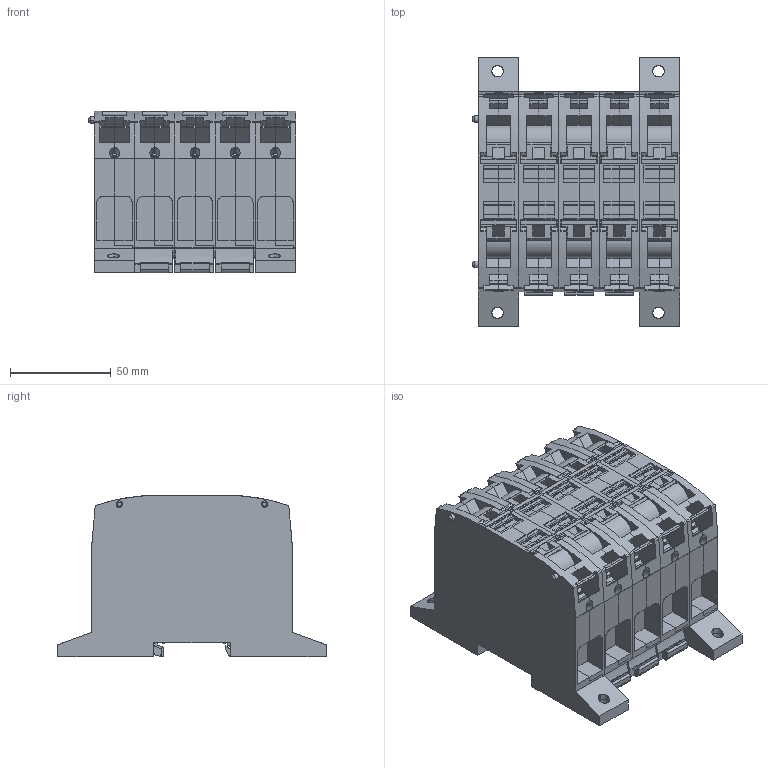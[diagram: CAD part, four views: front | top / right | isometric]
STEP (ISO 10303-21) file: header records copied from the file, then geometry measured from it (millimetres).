
FILE_DESCRIPTION(('CATIA V5 STEP Exchange','CAx-IF Rec.Pracs.--- Model Styling and Organization---1.4--- 2014-01-23'),'2;1');
FILE_NAME ('1103927-4_1', '2019-09-05T06:30:18+00:00', ('none'), ('Weidmueller'), 'CATIA Version 5-6 Release 2016 SP3 HF44', 'CATIA V5 STEP AP214', 'none');
FILE_SCHEMA(('AUTOMOTIVE_DESIGN { 1 0 10303 214 1 1 1 1 }'));
Products named in the file (1): 2663360000_A2C_50-70_3FT-N-FE-DM
Bounding box: 103 x 133.44 x 80.45 mm (x, y, z)
Volume: 659760.4 mm3; surface area: 233399.9 mm2
Topology: 30 solids, 30 shells, 2408 faces, 7332 edges, 5030 vertices
Faces by surface type: plane 1669, cylinder 558, extrusion 103, cone 78
Entity records: 83288 total; most frequent: CARTESIAN_POINT 19375, ORIENTED_EDGE 14664, DIRECTION 10911, EDGE_CURVE 7332, VECTOR 5500, LINE 5397, VERTEX_POINT 5030, AXIS2_PLACEMENT_3D 3402
